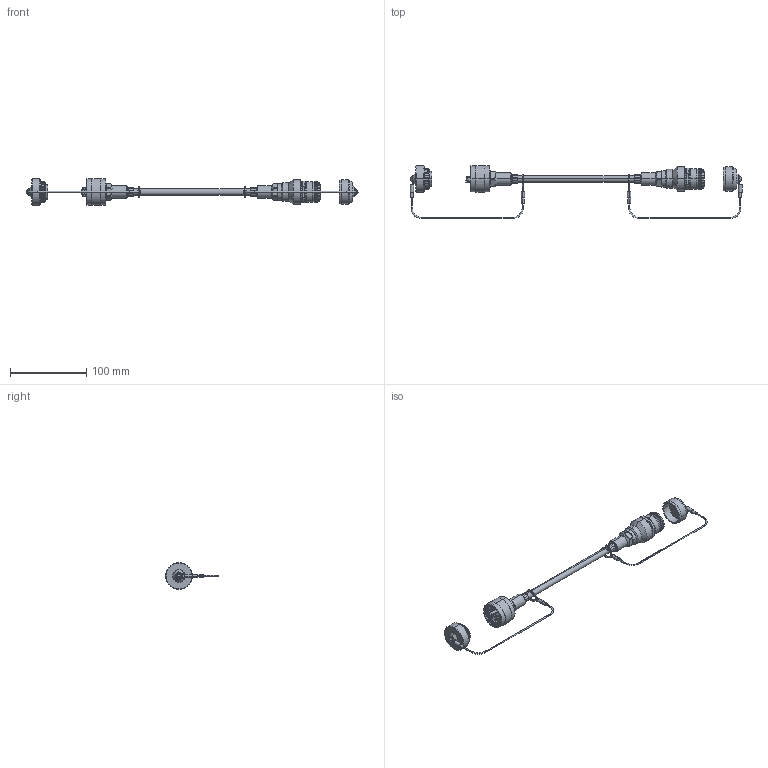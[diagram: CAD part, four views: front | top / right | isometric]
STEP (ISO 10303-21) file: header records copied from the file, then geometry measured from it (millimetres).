
FILE_DESCRIPTION (( 'STEP AP214' ), '1' );
FILE_NAME ('TRG695RG3_3D.STEP', '2021-03-17T16:33:35', ( '' ), ( '' ), 'SwSTEP 2.0', 'SolidWorks 2020', '' );
FILE_SCHEMA (( 'AUTOMOTIVE_DESIGN' ));
Length unit declared in the file: inch
Products named in the file (28): ECRA0213UA0; 3AB10-035-MA1; 1AD03-013-MA2; 3AB10-035-MA3; ECSP5201UB0-MA7; 3AB10-041; ECSP5209UB0_NO LANYARD; 3AB10-036; ECRU4203U00_Cut Lanyard; 3AB10-035; ECSP5201UB0-MA6; ECRU5211U00_NO LANYARD; ECSA4219UB0_Cut Lanyard; ECSP5201UB0-MA2; TDS8PC5-MA3; 3AB10-035-MA4; 3AB10-035-MA5; 1AD03-013 tester_crimped; ECSP5201UB0-MA4; TRG695RG3_3D; 1AD03-013-MA1; 3AB10-035-MA2; 1AL04-143; ECSP5201UB0-MA5; 1AD03-013-MA4_crimped strain relief; 3AB10-036-MA5; ECSP5201UB0-MA1; 1AD03-013-MA3
Assembly tree (35 placements, depth 4):
  TRG695RG3_3D
    1AL04-143
    3AB10-036-MA5  x2
    ECSA4219UB0_Cut Lanyard
      ECRA0213UA0
        3AB10-035
        3AB10-035-MA1
        3AB10-035-MA2
        3AB10-035-MA3
        3AB10-035-MA4
        3AB10-035-MA5
      ECRU4203U00_Cut Lanyard
        3AB10-036
      1AD03-013 tester_crimped
        1AD03-013-MA3
        1AD03-013-MA2
        1AD03-013-MA1
        1AD03-013-MA4_crimped strain relief
        TDS8PC5-MA3  x8
    ECSP5209UB0_NO LANYARD
      ECSP5201UB0-MA1
      ECSP5201UB0-MA2
      ECSP5201UB0-MA4
      ECSP5201UB0-MA5
      ECSP5201UB0-MA6
      ECSP5201UB0-MA7
      ECRU5211U00_NO LANYARD
        3AB10-041
Bounding box: 434.5 x 69.33 x 35.15 mm (x, y, z)
Volume: 74799.6 mm3; surface area: 59438.2 mm2
Topology: 34 solids, 34 shells, 1424 faces, 3599 edges, 2250 vertices
Faces by surface type: plane 684, cylinder 463, cone 205, bspline 28, torus 26, sphere 18
Entity records: 47910 total; most frequent: CARTESIAN_POINT 14505, DIRECTION 6143, ORIENTED_EDGE 6086, EDGE_CURVE 3043, AXIS2_PLACEMENT_3D 2175, VERTEX_POINT 1893, LINE 1793, VECTOR 1793
